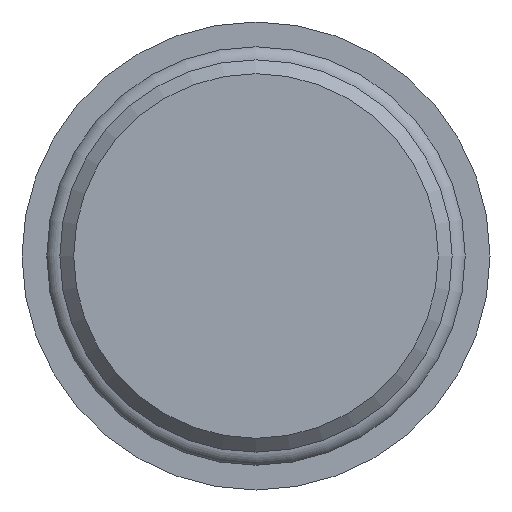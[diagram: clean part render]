
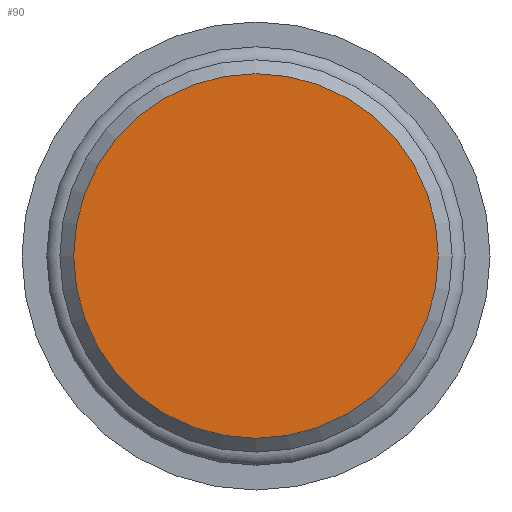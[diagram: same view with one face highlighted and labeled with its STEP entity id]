
A CAD part, front view. The second image highlights one B-rep face of the part: STEP entity #90.
In plain terms, the highlighted planar face has unit normal (0, -1, 0).
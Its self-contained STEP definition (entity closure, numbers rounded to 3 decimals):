
#90 = ADVANCED_FACE( '', ( #186 ), #187, .F. );
#186 = FACE_OUTER_BOUND( '', #275, .T. );
#187 = PLANE( '', #276 );
#275 = EDGE_LOOP( '', ( #432 ) );
#276 = AXIS2_PLACEMENT_3D( '', #433, #434, #435 );
#432 = ORIENTED_EDGE( '', *, *, #487, .T. );
#433 = CARTESIAN_POINT( '', ( 19.476, -18., 0. ) );
#434 = DIRECTION( '', ( 0., 1., 0. ) );
#435 = DIRECTION( '', ( 0., 0., 1. ) );
#487 = EDGE_CURVE( '', #562, #562, #563, .T. );
#562 = VERTEX_POINT( '', #712 );
#563 = CIRCLE( '', #713, 19.476 );
#712 = CARTESIAN_POINT( '', ( 0., -18., -19.476 ) );
#713 = AXIS2_PLACEMENT_3D( '', #796, #797, #798 );
#796 = CARTESIAN_POINT( '', ( 0., -18., 0. ) );
#797 = DIRECTION( '', ( 0., -1., 0. ) );
#798 = DIRECTION( '', ( 0., 0., -1. ) );
